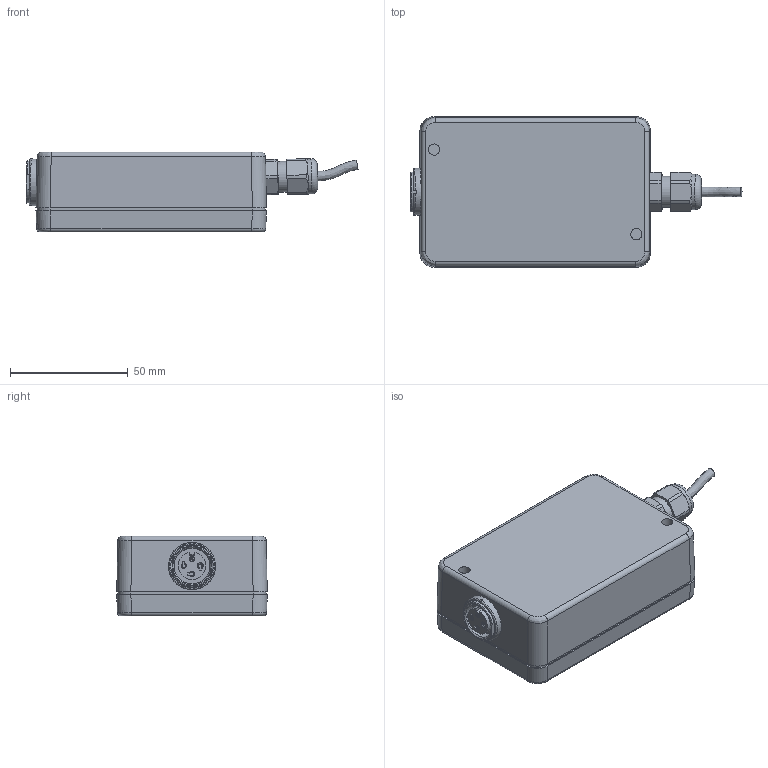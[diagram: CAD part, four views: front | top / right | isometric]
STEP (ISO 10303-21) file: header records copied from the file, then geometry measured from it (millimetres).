
FILE_DESCRIPTION(/* description */ (''),/* implementation_level */ '2;1');
FILE_NAME(/* name */ '20 028 99_Schaltverstärker CLC-28-IMA.stp',/* time_stamp */ '2018-02-22T11:45:44+01:00',/* author */ ('kuttig'),/* organization */ (''),/* preprocessor_version */ 'ST-DEVELOPER v16.13',/* originating_system */ 'Autodesk Inventor 2018',/* authorisation */ '');
FILE_SCHEMA (('CONFIG_CONTROL_DESIGN'));
Products named in the file (1): 20 028 99_Schaltverstärker CLC-28-IMA_Ableitung
Bounding box: 141.18 x 64 x 34 mm (x, y, z)
Volume: 81640.3 mm3; surface area: 63069.7 mm2
Topology: 16 solids, 16 shells, 1705 faces, 4346 edges, 2841 vertices
Faces by surface type: plane 989, bspline 308, cylinder 278, cone 88, torus 36, sphere 6
Full cylindrical faces by diameter (mm): 0.3 x6, 0.4 x14, 0.5 x8, 2.25 x1, 2.87 x4, 3 x1, 3.2 x4, 3.5 x1, 4 x4, 4.5 x2, 4.8 x2, 6.2 x6, 7 x4, 8.6 x2, 10 x2, 10.38 x1, 12 x1, 13.2 x1, 13.85 x1, 15 x1, 15.1 x1, 15.188 x1, 15.6 x1, 18.1 x1, 20 x2
Entity records: 57664 total; most frequent: CARTESIAN_POINT 16839, ORIENTED_EDGE 8346, DIRECTION 7151, EDGE_CURVE 4173, VERTEX_POINT 2808, LINE 2741, VECTOR 2741, AXIS2_PLACEMENT_3D 2205
